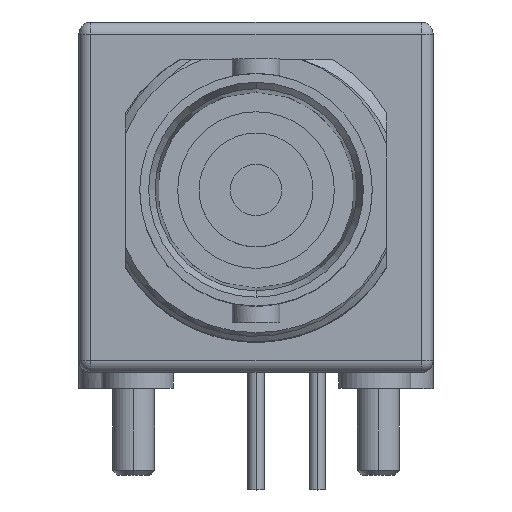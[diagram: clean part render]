
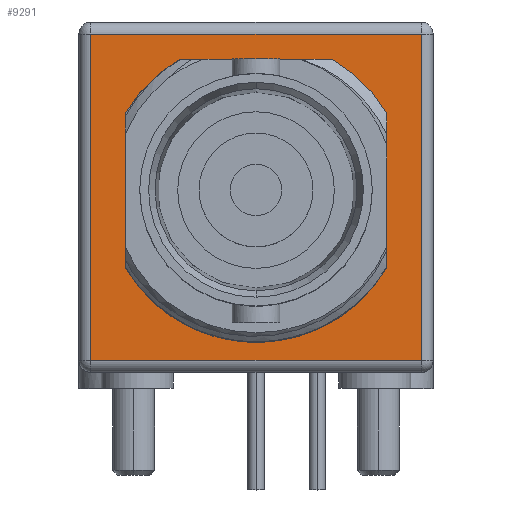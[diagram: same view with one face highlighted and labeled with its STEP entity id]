
A CAD part, top view. The second image highlights one B-rep face of the part: STEP entity #9291.
In plain terms, the highlighted planar face has unit normal (0, 0, 1).
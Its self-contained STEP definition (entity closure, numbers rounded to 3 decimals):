
#747=CARTESIAN_POINT('',(0.,0.,-21.));
#748=DIRECTION('',(0.,0.,1.));
#749=DIRECTION('',(0.117,-0.993,0.));
#750=AXIS2_PLACEMENT_3D('',#747,#748,#749);
#1585=CARTESIAN_POINT('',(-5.435,2.334,-21.));
#1591=CARTESIAN_POINT('',(-5.435,2.334,-21.));
#1592=CARTESIAN_POINT('',(-5.32,2.582,-21.));
#1593=CARTESIAN_POINT('',(-5.058,3.054,-21.));
#1594=CARTESIAN_POINT('',(-4.574,3.701,-21.));
#1595=CARTESIAN_POINT('',(-4.008,4.274,-21.));
#1596=CARTESIAN_POINT('',(-3.368,4.763,-21.));
#1597=CARTESIAN_POINT('',(-2.673,5.157,-21.));
#1598=CARTESIAN_POINT('',(-2.18,5.354,-21.));
#1599=CARTESIAN_POINT('',(-1.925,5.435,-21.));
#1738=CARTESIAN_POINT('',(-5.435,-2.708,-21.));
#1767=CARTESIAN_POINT('',(0.739,-6.251,-21.));
#1768=CARTESIAN_POINT('',(0.454,-6.276,-21.));
#1769=CARTESIAN_POINT('',(-0.114,-6.288,-21.));
#1770=CARTESIAN_POINT('',(-0.959,-6.191,-21.));
#1771=CARTESIAN_POINT('',(-1.785,-5.979,-21.));
#1772=CARTESIAN_POINT('',(-2.567,-5.66,-21.));
#1773=CARTESIAN_POINT('',(-3.299,-5.238,-21.));
#1774=CARTESIAN_POINT('',(-3.966,-4.721,-21.));
#1775=CARTESIAN_POINT('',(-4.552,-4.122,-21.));
#1776=CARTESIAN_POINT('',(-5.052,-3.448,-21.));
#1777=CARTESIAN_POINT('',(-5.318,-2.962,-21.));
#1778=CARTESIAN_POINT('',(-5.435,-2.708,-21.));
#1872=DIRECTION('',(0.,1.,0.));
#1873=VECTOR('',#1872,5.043);
#1874=CARTESIAN_POINT('',(-5.435,-2.708,-21.));
#1875=LINE('',#1874,#1873);
#1876=DIRECTION('',(0.,-1.,0.));
#1877=VECTOR('',#1876,5.387);
#1878=CARTESIAN_POINT('',(5.435,2.506,-21.));
#1879=LINE('',#1878,#1877);
#1880=DIRECTION('',(1.,0.,0.));
#1881=VECTOR('',#1880,4.08);
#1882=CARTESIAN_POINT('',(-1.925,5.435,-21.));
#1883=LINE('',#1882,#1881);
#1884=DIRECTION('',(0.,-1.,0.));
#1885=VECTOR('',#1884,13.54);
#1886=CARTESIAN_POINT('',(6.85,6.5,-21.));
#1887=LINE('',#1886,#1885);
#1888=DIRECTION('',(-1.,0.,0.));
#1889=VECTOR('',#1888,13.7);
#1890=CARTESIAN_POINT('',(6.85,-7.04,-21.));
#1891=LINE('',#1890,#1889);
#1892=DIRECTION('',(0.,1.,0.));
#1893=VECTOR('',#1892,13.54);
#1894=CARTESIAN_POINT('',(-6.85,-7.04,-21.));
#1895=LINE('',#1894,#1893);
#1896=DIRECTION('',(-1.,0.,0.));
#1897=VECTOR('',#1896,13.7);
#1898=CARTESIAN_POINT('',(6.85,6.5,-21.));
#1899=LINE('',#1898,#1897);
#1984=CARTESIAN_POINT('',(5.435,-2.881,-21.));
#1990=CARTESIAN_POINT('',(5.435,-2.881,-21.));
#1991=CARTESIAN_POINT('',(5.32,-3.115,-21.));
#1992=CARTESIAN_POINT('',(5.071,-3.544,-21.));
#1993=CARTESIAN_POINT('',(4.68,-4.072,-21.));
#1994=CARTESIAN_POINT('',(4.272,-4.52,-21.));
#1995=CARTESIAN_POINT('',(3.846,-4.909,-21.));
#1996=CARTESIAN_POINT('',(3.385,-5.258,-21.));
#1997=CARTESIAN_POINT('',(2.888,-5.565,-21.));
#1998=CARTESIAN_POINT('',(2.365,-5.825,-21.));
#1999=CARTESIAN_POINT('',(2.005,-5.964,-21.));
#2000=CARTESIAN_POINT('',(1.822,-6.025,-21.));
#2049=CARTESIAN_POINT('',(5.435,2.506,-21.));
#2058=CARTESIAN_POINT('',(2.156,5.435,-21.));
#2059=CARTESIAN_POINT('',(2.391,5.35,-21.));
#2060=CARTESIAN_POINT('',(2.847,5.152,-21.));
#2061=CARTESIAN_POINT('',(3.49,4.768,-21.));
#2062=CARTESIAN_POINT('',(4.081,4.305,-21.));
#2063=CARTESIAN_POINT('',(4.611,3.769,-21.));
#2064=CARTESIAN_POINT('',(5.07,3.166,-21.));
#2065=CARTESIAN_POINT('',(5.322,2.732,-21.));
#2066=CARTESIAN_POINT('',(5.435,2.506,-21.));
#3455=CARTESIAN_POINT('',(0.739,-6.251,-21.));
#3456=CARTESIAN_POINT('',(1.822,-6.025,-21.));
#3457=VERTEX_POINT('',#3455);
#3458=VERTEX_POINT('',#3456);
#3607=CARTESIAN_POINT('',(6.85,6.5,-21.));
#3608=CARTESIAN_POINT('',(6.85,-7.04,-21.));
#3609=VERTEX_POINT('',#3607);
#3610=VERTEX_POINT('',#3608);
#3621=CARTESIAN_POINT('',(-6.85,-7.04,-21.));
#3622=VERTEX_POINT('',#3621);
#3629=CARTESIAN_POINT('',(-6.85,6.5,-21.));
#3630=VERTEX_POINT('',#3629);
#3840=VERTEX_POINT('',#1984);
#3847=VERTEX_POINT('',#2049);
#3848=VERTEX_POINT('',#1585);
#3849=VERTEX_POINT('',#1738);
#3900=VERTEX_POINT('',#2058);
#3901=VERTEX_POINT('',#1599);
#9264=CARTESIAN_POINT('',(-7.35,7.,-21.));
#9265=DIRECTION('',(0.,0.,1.));
#9266=DIRECTION('',(0.,-1.,0.));
#9267=AXIS2_PLACEMENT_3D('',#9264,#9265,#9266);
#9268=PLANE('',#9267);
#9270=ORIENTED_EDGE('',*,*,#9269,.T.);
#9272=ORIENTED_EDGE('',*,*,#9271,.T.);
#9274=ORIENTED_EDGE('',*,*,#9273,.T.);
#9276=ORIENTED_EDGE('',*,*,#9275,.F.);
#9277=EDGE_LOOP('',(#9270,#9272,#9274,#9276));
#9278=FACE_OUTER_BOUND('',#9277,.F.);
#9279=ORIENTED_EDGE('',*,*,#7912,.F.);
#9280=ORIENTED_EDGE('',*,*,#5814,.F.);
#9281=ORIENTED_EDGE('',*,*,#8662,.F.);
#9282=ORIENTED_EDGE('',*,*,#7396,.T.);
#9284=ORIENTED_EDGE('',*,*,#9283,.F.);
#9285=ORIENTED_EDGE('',*,*,#7312,.F.);
#9287=ORIENTED_EDGE('',*,*,#9286,.F.);
#9288=ORIENTED_EDGE('',*,*,#4159,.F.);
#9289=EDGE_LOOP('',(#9279,#9280,#9281,#9282,#9284,#9285,#9287,#9288));
#9290=FACE_BOUND('',#9289,.F.);
#9291=ADVANCED_FACE('',(#9278,#9290),#9268,.T.);
#751=CIRCLE('',#750,6.295);
#1600=B_SPLINE_CURVE_WITH_KNOTS('',3,(#1591,#1592,#1593,#1594,#1595,#1596,#1597,
#1598,#1599),.UNSPECIFIED.,.F.,.F.,(4,1,1,1,1,1,4),(0.,0.167,
0.333,0.5,0.667,0.833,1.),
.UNSPECIFIED.);
#1779=B_SPLINE_CURVE_WITH_KNOTS('',3,(#1767,#1768,#1769,#1770,#1771,#1772,#1773,
#1774,#1775,#1776,#1777,#1778),.UNSPECIFIED.,.F.,.F.,(4,1,1,1,1,1,1,1,1,4),
(0.,0.111,0.222,0.333,0.444,
0.556,0.667,0.778,0.889,1.),
.UNSPECIFIED.);
#2001=B_SPLINE_CURVE_WITH_KNOTS('',3,(#1990,#1991,#1992,#1993,#1994,#1995,#1996,
#1997,#1998,#1999,#2000),.UNSPECIFIED.,.F.,.F.,(4,1,1,1,1,1,1,1,4),(0.,
0.125,0.25,0.375,0.5,0.625,0.75,0.875,1.),.UNSPECIFIED.);
#2067=B_SPLINE_CURVE_WITH_KNOTS('',3,(#2058,#2059,#2060,#2061,#2062,#2063,#2064,
#2065,#2066),.UNSPECIFIED.,.F.,.F.,(4,1,1,1,1,1,4),(0.,0.167,
0.333,0.5,0.667,0.833,1.),
.UNSPECIFIED.);
#4159=EDGE_CURVE('',#3901,#3900,#1883,.T.);
#5814=EDGE_CURVE('',#3849,#3848,#1875,.T.);
#7312=EDGE_CURVE('',#3847,#3840,#1879,.T.);
#7396=EDGE_CURVE('',#3457,#3458,#751,.T.);
#7912=EDGE_CURVE('',#3848,#3901,#1600,.T.);
#8662=EDGE_CURVE('',#3457,#3849,#1779,.T.);
#9269=EDGE_CURVE('',#3609,#3610,#1887,.T.);
#9271=EDGE_CURVE('',#3610,#3622,#1891,.T.);
#9273=EDGE_CURVE('',#3622,#3630,#1895,.T.);
#9275=EDGE_CURVE('',#3609,#3630,#1899,.T.);
#9283=EDGE_CURVE('',#3840,#3458,#2001,.T.);
#9286=EDGE_CURVE('',#3900,#3847,#2067,.T.);
